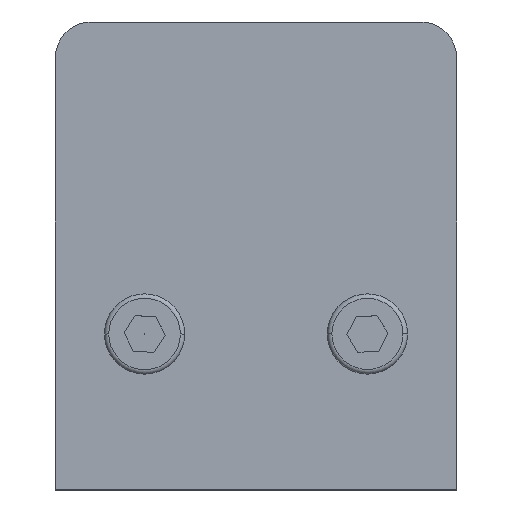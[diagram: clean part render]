
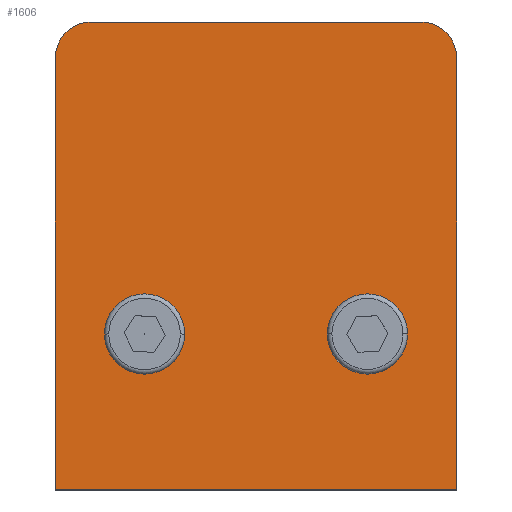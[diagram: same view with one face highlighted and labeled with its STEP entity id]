
A CAD part, top view. The second image highlights one B-rep face of the part: STEP entity #1606.
In plain terms, the highlighted planar face has unit normal (0, 0, 1).
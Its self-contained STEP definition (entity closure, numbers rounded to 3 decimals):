
#15 = DIRECTION ( 'NONE',  ( -1., 0., 0. ) ) ;
#36 = LINE ( 'NONE', #3477, #3288 ) ;
#161 = VERTEX_POINT ( 'NONE', #2994 ) ;
#185 = AXIS2_PLACEMENT_3D ( 'NONE', #229, #3111, #1375 ) ;
#224 = DIRECTION ( 'NONE',  ( 0., 0., 1. ) ) ;
#229 = CARTESIAN_POINT ( 'NONE',  ( -12.5, 2.5, 20.75 ) ) ;
#320 = LINE ( 'NONE', #2906, #1320 ) ;
#366 = DIRECTION ( 'NONE',  ( 0., 0., 1. ) ) ;
#473 = CARTESIAN_POINT ( 'NONE',  ( 12.5, 2.5, 20.75 ) ) ;
#509 = VERTEX_POINT ( 'NONE', #2032 ) ;
#670 = AXIS2_PLACEMENT_3D ( 'NONE', #2910, #366, #1509 ) ;
#687 = ORIENTED_EDGE ( 'NONE', *, *, #3526, .F. ) ;
#769 = DIRECTION ( 'NONE',  ( 0., 0., 1. ) ) ;
#809 = DIRECTION ( 'NONE',  ( 0., 1., 0. ) ) ;
#830 = VERTEX_POINT ( 'NONE', #1376 ) ;
#884 = DIRECTION ( 'NONE',  ( 0., 0., 1. ) ) ;
#897 = CIRCLE ( 'NONE', #670, 4.5 ) ;
#904 = LINE ( 'NONE', #1749, #1803 ) ;
#927 = DIRECTION ( 'NONE',  ( 0., 0., -1. ) ) ;
#995 = VERTEX_POINT ( 'NONE', #1216 ) ;
#1062 = VECTOR ( 'NONE', #2830, 1000. ) ;
#1108 = ORIENTED_EDGE ( 'NONE', *, *, #1617, .F. ) ;
#1118 = PLANE ( 'NONE',  #1561 ) ;
#1121 = AXIS2_PLACEMENT_3D ( 'NONE', #3450, #884, #2047 ) ;
#1196 = EDGE_CURVE ( 'NONE', #3361, #830, #3200, .T. ) ;
#1216 = CARTESIAN_POINT ( 'NONE',  ( -18.5, 37.5, 20.75 ) ) ;
#1320 = VECTOR ( 'NONE', #15, 1000. ) ;
#1349 = CARTESIAN_POINT ( 'NONE',  ( 22.5, -14.952, 20.75 ) ) ;
#1352 = VERTEX_POINT ( 'NONE', #1349 ) ;
#1375 = DIRECTION ( 'NONE',  ( 1., 0., 0. ) ) ;
#1376 = CARTESIAN_POINT ( 'NONE',  ( 18.5, 37.5, 20.75 ) ) ;
#1502 = CARTESIAN_POINT ( 'NONE',  ( 8., 2.5, 20.75 ) ) ;
#1509 = DIRECTION ( 'NONE',  ( 1., 0., 0. ) ) ;
#1510 = AXIS2_PLACEMENT_3D ( 'NONE', #2792, #224, #809 ) ;
#1513 = ORIENTED_EDGE ( 'NONE', *, *, #1660, .F. ) ;
#1536 = EDGE_CURVE ( 'NONE', #995, #161, #3158, .T. ) ;
#1561 = AXIS2_PLACEMENT_3D ( 'NONE', #3125, #927, #3472 ) ;
#1575 = EDGE_CURVE ( 'NONE', #161, #509, #3106, .T. ) ;
#1593 = DIRECTION ( 'NONE',  ( 0., 0., 1. ) ) ;
#1606 = ADVANCED_FACE ( 'NONE', ( #2617, #1784, #2281 ), #1118, .F. ) ;
#1617 = EDGE_CURVE ( 'NONE', #3361, #1352, #904, .T. ) ;
#1660 = EDGE_CURVE ( 'NONE', #3546, #1794, #3466, .T. ) ;
#1749 = CARTESIAN_POINT ( 'NONE',  ( 22.5, 37.5, 20.75 ) ) ;
#1784 = FACE_BOUND ( 'NONE', #1817, .T. ) ;
#1785 = DIRECTION ( 'NONE',  ( 1., 0., 0. ) ) ;
#1794 = VERTEX_POINT ( 'NONE', #3442 ) ;
#1803 = VECTOR ( 'NONE', #2599, 1000. ) ;
#1812 = EDGE_LOOP ( 'NONE', ( #687, #1513 ) ) ;
#1817 = EDGE_LOOP ( 'NONE', ( #2230, #3254 ) ) ;
#1883 = DIRECTION ( 'NONE',  ( 1., 0., 0. ) ) ;
#1894 = AXIS2_PLACEMENT_3D ( 'NONE', #2995, #1593, #3012 ) ;
#1958 = VERTEX_POINT ( 'NONE', #1502 ) ;
#2032 = CARTESIAN_POINT ( 'NONE',  ( -22.5, -14.952, 20.75 ) ) ;
#2047 = DIRECTION ( 'NONE',  ( 1., 0., 0. ) ) ;
#2121 = CIRCLE ( 'NONE', #185, 4.5 ) ;
#2227 = CIRCLE ( 'NONE', #2751, 4.5 ) ;
#2230 = ORIENTED_EDGE ( 'NONE', *, *, #2270, .F. ) ;
#2270 = EDGE_CURVE ( 'NONE', #2315, #1958, #897, .T. ) ;
#2271 = ORIENTED_EDGE ( 'NONE', *, *, #3585, .T. ) ;
#2281 = FACE_OUTER_BOUND ( 'NONE', #3506, .T. ) ;
#2298 = ORIENTED_EDGE ( 'NONE', *, *, #1536, .T. ) ;
#2315 = VERTEX_POINT ( 'NONE', #2977 ) ;
#2599 = DIRECTION ( 'NONE',  ( 0., -1., 0. ) ) ;
#2617 = FACE_BOUND ( 'NONE', #1812, .T. ) ;
#2666 = CARTESIAN_POINT ( 'NONE',  ( 22.5, 33.5, 20.75 ) ) ;
#2676 = EDGE_CURVE ( 'NONE', #1958, #2315, #2227, .T. ) ;
#2751 = AXIS2_PLACEMENT_3D ( 'NONE', #473, #769, #1883 ) ;
#2792 = CARTESIAN_POINT ( 'NONE',  ( -18.5, 33.5, 20.75 ) ) ;
#2830 = DIRECTION ( 'NONE',  ( 0., -1., 0. ) ) ;
#2905 = CARTESIAN_POINT ( 'NONE',  ( -22.5, 37.5, 20.75 ) ) ;
#2906 = CARTESIAN_POINT ( 'NONE',  ( 22.5, 37.5, 20.75 ) ) ;
#2910 = CARTESIAN_POINT ( 'NONE',  ( 12.5, 2.5, 20.75 ) ) ;
#2977 = CARTESIAN_POINT ( 'NONE',  ( 17., 2.5, 20.75 ) ) ;
#2994 = CARTESIAN_POINT ( 'NONE',  ( -22.5, 33.5, 20.75 ) ) ;
#2995 = CARTESIAN_POINT ( 'NONE',  ( 18.5, 33.5, 20.75 ) ) ;
#3012 = DIRECTION ( 'NONE',  ( 0., 1., 0. ) ) ;
#3067 = EDGE_CURVE ( 'NONE', #830, #995, #320, .T. ) ;
#3106 = LINE ( 'NONE', #2905, #1062 ) ;
#3111 = DIRECTION ( 'NONE',  ( 0., 0., 1. ) ) ;
#3125 = CARTESIAN_POINT ( 'NONE',  ( 22.5, 37.5, 20.75 ) ) ;
#3158 = CIRCLE ( 'NONE', #1510, 4. ) ;
#3200 = CIRCLE ( 'NONE', #1894, 4. ) ;
#3254 = ORIENTED_EDGE ( 'NONE', *, *, #2676, .F. ) ;
#3288 = VECTOR ( 'NONE', #1785, 1000. ) ;
#3361 = VERTEX_POINT ( 'NONE', #2666 ) ;
#3442 = CARTESIAN_POINT ( 'NONE',  ( -8., 2.5, 20.75 ) ) ;
#3450 = CARTESIAN_POINT ( 'NONE',  ( -12.5, 2.5, 20.75 ) ) ;
#3466 = CIRCLE ( 'NONE', #1121, 4.5 ) ;
#3472 = DIRECTION ( 'NONE',  ( 0., 1., 0. ) ) ;
#3477 = CARTESIAN_POINT ( 'NONE',  ( -42.5, -14.952, 20.75 ) ) ;
#3506 = EDGE_LOOP ( 'NONE', ( #3648, #2271, #1108, #3647, #3592, #2298 ) ) ;
#3526 = EDGE_CURVE ( 'NONE', #1794, #3546, #2121, .T. ) ;
#3546 = VERTEX_POINT ( 'NONE', #3661 ) ;
#3585 = EDGE_CURVE ( 'NONE', #509, #1352, #36, .T. ) ;
#3592 = ORIENTED_EDGE ( 'NONE', *, *, #3067, .T. ) ;
#3647 = ORIENTED_EDGE ( 'NONE', *, *, #1196, .T. ) ;
#3648 = ORIENTED_EDGE ( 'NONE', *, *, #1575, .T. ) ;
#3661 = CARTESIAN_POINT ( 'NONE',  ( -17., 2.5, 20.75 ) ) ;
